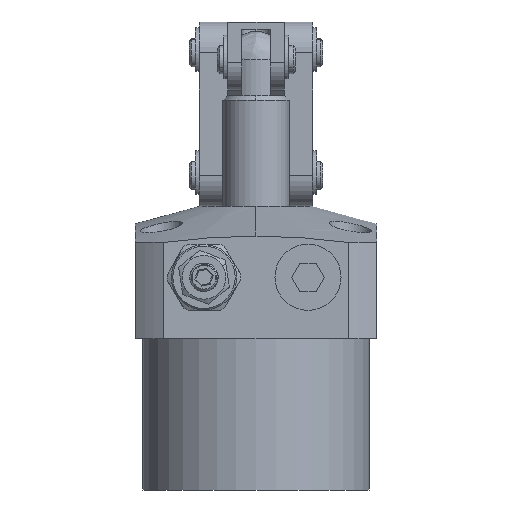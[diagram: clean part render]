
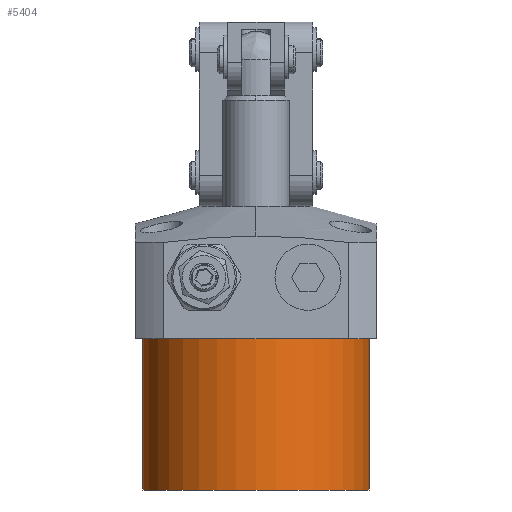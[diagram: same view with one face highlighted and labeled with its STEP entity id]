
A CAD part, left-side view. The second image highlights one B-rep face of the part: STEP entity #5404.
In plain terms, the highlighted cylindrical face has radius 24 mm (diameter 48 mm), a partial arc.
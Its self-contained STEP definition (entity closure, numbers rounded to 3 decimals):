
#296 = ORIENTED_EDGE ( 'NONE', *, *, #12779, .T. ) ;
#327 = CIRCLE ( 'NONE', #8103, 24. ) ;
#468 = CARTESIAN_POINT ( 'NONE',  ( 0., 0.552, 24. ) ) ;
#1297 = VECTOR ( 'NONE', #2894, 1000. ) ;
#1843 = EDGE_CURVE ( 'NONE', #13807, #4372, #13652, .T. ) ;
#2894 = DIRECTION ( 'NONE',  ( 0., -1., 0. ) ) ;
#3138 = DIRECTION ( 'NONE',  ( 0., 0., -1. ) ) ;
#3185 = DIRECTION ( 'NONE',  ( 0., 1., 0. ) ) ;
#3210 = CARTESIAN_POINT ( 'NONE',  ( 0., 0., 0. ) ) ;
#3623 = AXIS2_PLACEMENT_3D ( 'NONE', #10814, #7930, #7983 ) ;
#4342 = EDGE_LOOP ( 'NONE', ( #10678, #296, #4990, #4950 ) ) ;
#4372 = VERTEX_POINT ( 'NONE', #7845 ) ;
#4764 = EDGE_CURVE ( 'NONE', #4372, #9055, #11321, .T. ) ;
#4950 = ORIENTED_EDGE ( 'NONE', *, *, #4764, .T. ) ;
#4990 = ORIENTED_EDGE ( 'NONE', *, *, #1843, .T. ) ;
#5030 = CARTESIAN_POINT ( 'NONE',  ( 0., 32., -24. ) ) ;
#5389 = CARTESIAN_POINT ( 'NONE',  ( 0., 0., 24. ) ) ;
#5404 = ADVANCED_FACE ( 'NONE', ( #10949 ), #8248, .T. ) ;
#5652 = CARTESIAN_POINT ( 'NONE',  ( 0., 32., 24. ) ) ;
#6522 = AXIS2_PLACEMENT_3D ( 'NONE', #3210, #3185, #3138 ) ;
#6720 = CARTESIAN_POINT ( 'NONE',  ( 0., 32., 0. ) ) ;
#7467 = DIRECTION ( 'NONE',  ( 0., -1., 0. ) ) ;
#7845 = CARTESIAN_POINT ( 'NONE',  ( 0., 0., -24. ) ) ;
#7865 = DIRECTION ( 'NONE',  ( 0., 0., -1. ) ) ;
#7930 = DIRECTION ( 'NONE',  ( 0., -1., 0. ) ) ;
#7983 = DIRECTION ( 'NONE',  ( 0., 0., -1. ) ) ;
#8103 = AXIS2_PLACEMENT_3D ( 'NONE', #6720, #14758, #7865 ) ;
#8248 = CYLINDRICAL_SURFACE ( 'NONE', #3623, 24. ) ;
#9055 = VERTEX_POINT ( 'NONE', #5389 ) ;
#9945 = VECTOR ( 'NONE', #7467, 1000. ) ;
#10678 = ORIENTED_EDGE ( 'NONE', *, *, #14487, .F. ) ;
#10814 = CARTESIAN_POINT ( 'NONE',  ( 0., 0.552, 0. ) ) ;
#10949 = FACE_OUTER_BOUND ( 'NONE', #4342, .T. ) ;
#11321 = CIRCLE ( 'NONE', #6522, 24. ) ;
#12168 = CARTESIAN_POINT ( 'NONE',  ( 0., 0.552, -24. ) ) ;
#12779 = EDGE_CURVE ( 'NONE', #14806, #13807, #327, .T. ) ;
#13355 = LINE ( 'NONE', #468, #9945 ) ;
#13652 = LINE ( 'NONE', #12168, #1297 ) ;
#13807 = VERTEX_POINT ( 'NONE', #5030 ) ;
#14487 = EDGE_CURVE ( 'NONE', #14806, #9055, #13355, .T. ) ;
#14758 = DIRECTION ( 'NONE',  ( 0., -1., 0. ) ) ;
#14806 = VERTEX_POINT ( 'NONE', #5652 ) ;
